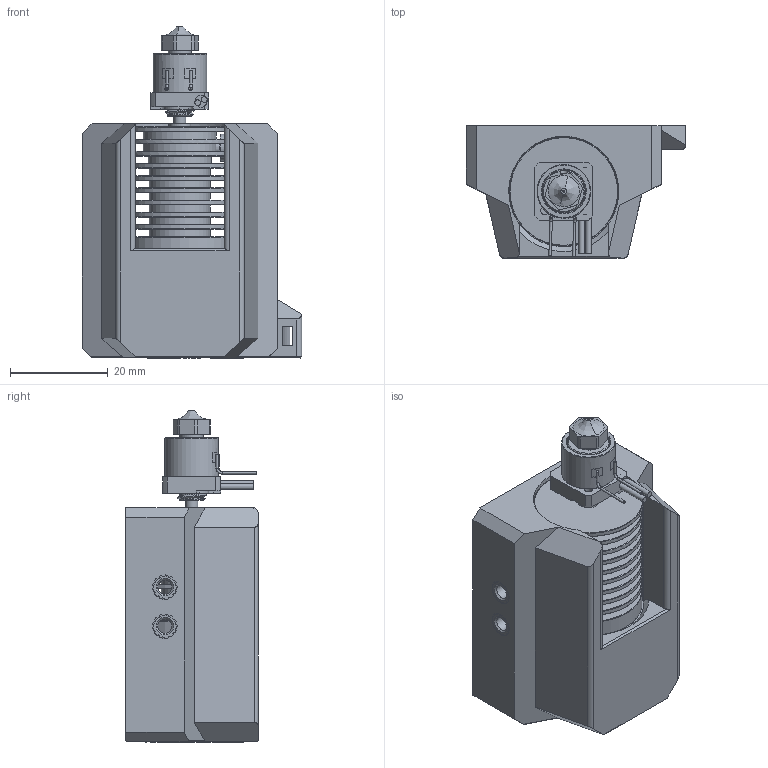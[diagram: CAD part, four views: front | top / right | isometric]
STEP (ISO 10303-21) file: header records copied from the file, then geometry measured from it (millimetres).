
FILE_DESCRIPTION(/* description */ ('STEP AP242','CAx-IF Rec.Pracs.---Representation and Presentation of Product Manufacturing Information (PMI)---4.0---2014-10-13'),/* implementation_level */ '2;1');
FILE_NAME(/* name */ 'hotend_trianglelab_td6s.step',/* time_stamp */ '2025-03-05T12:10:50-06:00',/* author */ (''),/* organization */ (''),/* preprocessor_version */ 'ST-DEVELOPER v20',/* originating_system */ 'Autodesk Translation Framework v13.20.0.188',/* authorisation */ '');
FILE_SCHEMA (('AP242_MANAGED_MODEL_BASED_3D_ENGINEERING_MIM_LF { 1 0 10303 442 1 1 4 }'));
Length unit declared in the file: metre
Products named in the file (21): hotend_TD6S; TD6S-CHC; Ã«Ï¸¹Üºí¹Ü×
°Åä; titianV2_ºí¹Üµ²Æ¬; titanV2_Ã«Ï¸¹Ü; titan-V2Ã«Ï¸¹Ü°æ±¾M6¼Ó
ÈÈ¶Î-È«ÂÝÎÆ; »·ÐÎ¼ÓÈÈ¿é×
°ÅäÌå1; »·ÐÎ¼ÓÈÈ¿é-B¿
î; ±ê×¼ÐÍÌÕ´É¼
ÓÈÈÈ¦; PT100_sensor; socket head thin cap screw_din_DIN 7984 - M3 x 6 --- 4.5N; TV6-nozzle; E3D-V6Ã«Ï¸¹Ü°æ±¾É¢È
ÈÆ÷-¦Õ16¹Ì¶¨¿×; hotend_trianglelabs_td6s; Hardware; Screw, M2.5 x 8mm SHCS; Screw, M2.5 x 8mm SHCS_1; Screw, M2.5 x 8mm SHCS_2; Screw, M2.5 x 8mm SHCS_3; 91292A012_18-8 Stainless Steel Socket Head Screw; PN596
Assembly tree (30 placements, depth 4):
  hotend_TD6S
    TD6S-CHC
      Ã«Ï¸¹Üºí¹Ü×
°Åä
        titianV2_ºí¹Üµ²Æ¬
        titanV2_Ã«Ï¸¹Ü
        titan-V2Ã«Ï¸¹Ü°æ±¾M6¼Ó
ÈÈ¶Î-È«ÂÝÎÆ
      »·ÐÎ¼ÓÈÈ¿é×
°ÅäÌå1
        »·ÐÎ¼ÓÈÈ¿é-B¿
î
        ±ê×¼ÐÍÌÕ´É¼
ÓÈÈÈ¦
        PT100_sensor
      socket head thin cap screw_din_DIN 7984 - M3 x 6 --- 4.5N
      TV6-nozzle
      E3D-V6Ã«Ï¸¹Ü°æ±¾É¢È
ÈÆ÷-¦Õ16¹Ì¶¨¿×
    hotend_trianglelabs_td6s
    Hardware
      PN596  x8
      Screw, M2.5 x 8mm SHCS
        91292A012_18-8 Stainless Steel Socket Head Screw
      Screw, M2.5 x 8mm SHCS_1
        91292A012_18-8 Stainless Steel Socket Head Screw
      Screw, M2.5 x 8mm SHCS_2
        91292A012_18-8 Stainless Steel Socket Head Screw
      Screw, M2.5 x 8mm SHCS_3
        91292A012_18-8 Stainless Steel Socket Head Screw
Bounding box: 45.01 x 27.15 x 68.1 mm (x, y, z)
Volume: 32815.9 mm3; surface area: 21713 mm2
Topology: 24 solids, 24 shells, 1492 faces, 3980 edges, 2609 vertices
Faces by surface type: bspline 673, cylinder 413, plane 281, cone 104, torus 21
Full cylindrical faces by diameter (mm): 0.4 x1, 0.5 x4, 1.2 x2, 1.6 x1, 1.95 x1, 2 x1, 2.2 x4, 2.45 x1, 2.47 x2, 2.5 x5, 2.6 x5, 2.9 x8, 3 x2, 3.6 x8, 4.2 x9, 4.25 x8, 4.35 x1, 4.5 x5, 4.6 x8, 4.7 x8, 4.8 x5, 4.817 x5, 4.917 x5, 5 x10, 5.5 x1, 5.9 x5, 6 x4, 6.083 x11, 8.7 x1, 9 x1
Entity records: 27675 total; most frequent: CARTESIAN_POINT 13023, ORIENTED_EDGE 3100, DIRECTION 2765, EDGE_CURVE 1550, AXIS2_PLACEMENT_3D 1114, VERTEX_POINT 1009, EDGE_LOOP 697, FACE_OUTER_BOUND 610
